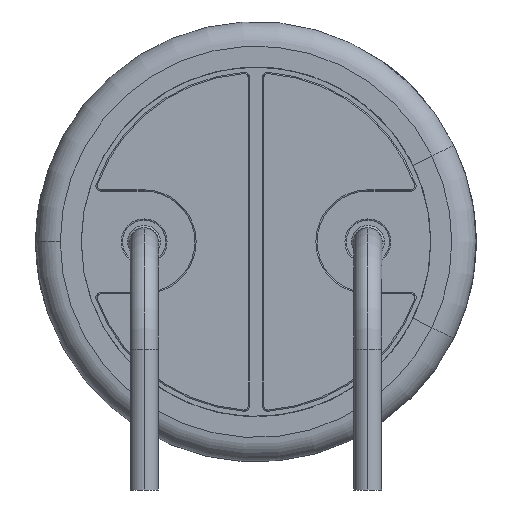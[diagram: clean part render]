
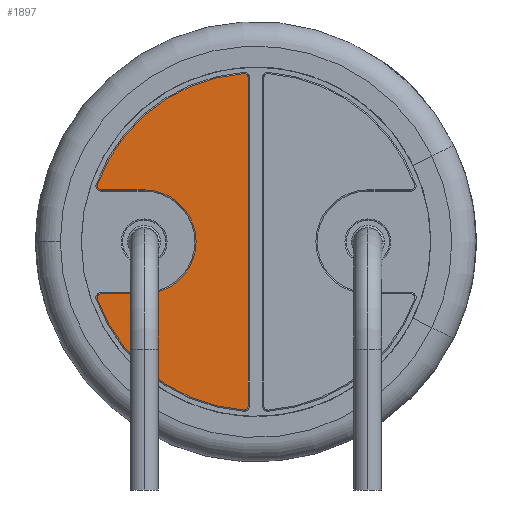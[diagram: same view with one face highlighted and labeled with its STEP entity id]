
A CAD part, front view. The second image highlights one B-rep face of the part: STEP entity #1897.
In plain terms, the highlighted planar face has unit normal (0, -1, 0).
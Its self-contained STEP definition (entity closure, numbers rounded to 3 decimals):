
#113 = CIRCLE ( 'NONE', #8779, 0.057 ) ;
#119 = EDGE_CURVE ( 'NONE', #1906, #9447, #11400, .T. ) ;
#147 = DIRECTION ( 'NONE',  ( 0., 1., 0. ) ) ;
#191 = CARTESIAN_POINT ( 'NONE',  ( -0.17, -0.05, 2.349 ) ) ;
#359 = DIRECTION ( 'NONE',  ( 0., 1., 0. ) ) ;
#749 = VERTEX_POINT ( 'NONE', #11709 ) ;
#816 = DIRECTION ( 'NONE',  ( 0., 1., 0. ) ) ;
#822 = CARTESIAN_POINT ( 'NONE',  ( -2.215, -0.05, -0.743 ) ) ;
#836 = CARTESIAN_POINT ( 'NONE',  ( -2.269, -0.05, 0.819 ) ) ;
#910 = VERTEX_POINT ( 'NONE', #1578 ) ;
#1076 = VERTEX_POINT ( 'NONE', #1564 ) ;
#1251 = CARTESIAN_POINT ( 'NONE',  ( -1.704, -0.05, 0.743 ) ) ;
#1274 = PLANE ( 'NONE',  #11925 ) ;
#1564 = CARTESIAN_POINT ( 'NONE',  ( -2.215, -0.05, 0.743 ) ) ;
#1578 = CARTESIAN_POINT ( 'NONE',  ( -0.174, -0.05, -2.406 ) ) ;
#1897 = ADVANCED_FACE ( 'NONE', ( #4170 ), #1274, .F. ) ;
#1906 = VERTEX_POINT ( 'NONE', #5030 ) ;
#2138 = CARTESIAN_POINT ( 'NONE',  ( -0.113, -0.05, 2.349 ) ) ;
#2187 = DIRECTION ( 'NONE',  ( 1., 0., 0. ) ) ;
#2388 = EDGE_CURVE ( 'NONE', #6557, #6992, #6838, .T. ) ;
#2398 = EDGE_CURVE ( 'NONE', #910, #1906, #8013, .T. ) ;
#2612 = CARTESIAN_POINT ( 'NONE',  ( -0.174, -0.05, 2.406 ) ) ;
#2653 = CIRCLE ( 'NONE', #5228, 0.057 ) ;
#3038 = EDGE_CURVE ( 'NONE', #1076, #6791, #113, .T. ) ;
#3078 = EDGE_CURVE ( 'NONE', #10795, #749, #2653, .T. ) ;
#3106 = CARTESIAN_POINT ( 'NONE',  ( -1.396, -0.05, -0.743 ) ) ;
#3142 = ORIENTED_EDGE ( 'NONE', *, *, #7656, .F. ) ;
#3570 = DIRECTION ( 'NONE',  ( -0.818, 0., 0.575 ) ) ;
#3879 = EDGE_CURVE ( 'NONE', #5562, #6557, #8215, .T. ) ;
#3894 = AXIS2_PLACEMENT_3D ( 'NONE', #3958, #5291, #6218 ) ;
#3927 = CARTESIAN_POINT ( 'NONE',  ( -0.113, -0.05, -2.349 ) ) ;
#3958 = CARTESIAN_POINT ( 'NONE',  ( -0.17, -0.05, -2.349 ) ) ;
#4098 = CARTESIAN_POINT ( 'NONE',  ( -0.17, -0.05, -2.406 ) ) ;
#4170 = FACE_OUTER_BOUND ( 'NONE', #4965, .T. ) ;
#4303 = AXIS2_PLACEMENT_3D ( 'NONE', #10296, #816, #3570 ) ;
#4893 = EDGE_CURVE ( 'NONE', #9447, #11242, #6134, .T. ) ;
#4965 = EDGE_LOOP ( 'NONE', ( #5591, #11612, #3142, #10999, #11004, #6095, #6113, #6001, #4974, #11720, #8812, #8695 ) ) ;
#4974 = ORIENTED_EDGE ( 'NONE', *, *, #3879, .F. ) ;
#5030 = CARTESIAN_POINT ( 'NONE',  ( -2.269, -0.05, -0.819 ) ) ;
#5228 = AXIS2_PLACEMENT_3D ( 'NONE', #191, #6097, #9856 ) ;
#5271 = CARTESIAN_POINT ( 'NONE',  ( -1.192, -0.05, 0. ) ) ;
#5285 = EDGE_CURVE ( 'NONE', #6992, #910, #10590, .T. ) ;
#5291 = DIRECTION ( 'NONE',  ( 0., 1., 0. ) ) ;
#5562 = VERTEX_POINT ( 'NONE', #2138 ) ;
#5591 = ORIENTED_EDGE ( 'NONE', *, *, #3038, .F. ) ;
#5634 = CARTESIAN_POINT ( 'NONE',  ( -1.6, -0.05, 0.743 ) ) ;
#5643 = AXIS2_PLACEMENT_3D ( 'NONE', #10301, #12161, #8657 ) ;
#5667 = CARTESIAN_POINT ( 'NONE',  ( -2.215, -0.05, 0.8 ) ) ;
#5732 = DIRECTION ( 'NONE',  ( 0., 1., 0. ) ) ;
#6001 = ORIENTED_EDGE ( 'NONE', *, *, #2388, .F. ) ;
#6003 = DIRECTION ( 'NONE',  ( -1., 0., 0. ) ) ;
#6095 = ORIENTED_EDGE ( 'NONE', *, *, #2398, .F. ) ;
#6097 = DIRECTION ( 'NONE',  ( 0., 1., 0. ) ) ;
#6113 = ORIENTED_EDGE ( 'NONE', *, *, #5285, .F. ) ;
#6134 = LINE ( 'NONE', #3106, #6543 ) ;
#6218 = DIRECTION ( 'NONE',  ( 0.681, 0., -0.732 ) ) ;
#6254 = AXIS2_PLACEMENT_3D ( 'NONE', #10775, #9100, #10894 ) ;
#6490 = AXIS2_PLACEMENT_3D ( 'NONE', #7422, #147, #9444 ) ;
#6543 = VECTOR ( 'NONE', #6817, 1000. ) ;
#6557 = VERTEX_POINT ( 'NONE', #3927 ) ;
#6596 = EDGE_CURVE ( 'NONE', #6791, #10795, #10974, .T. ) ;
#6791 = VERTEX_POINT ( 'NONE', #836 ) ;
#6817 = DIRECTION ( 'NONE',  ( 1., 0., 0. ) ) ;
#6838 = CIRCLE ( 'NONE', #10361, 0.057 ) ;
#6878 = LINE ( 'NONE', #1251, #10450 ) ;
#6992 = VERTEX_POINT ( 'NONE', #4098 ) ;
#7422 = CARTESIAN_POINT ( 'NONE',  ( -0.17, -0.05, 2.349 ) ) ;
#7656 = EDGE_CURVE ( 'NONE', #11242, #8277, #10506, .T. ) ;
#8013 = CIRCLE ( 'NONE', #5643, 2.412 ) ;
#8088 = CARTESIAN_POINT ( 'NONE',  ( -1.6, -0.05, -0.743 ) ) ;
#8215 = LINE ( 'NONE', #11973, #9798 ) ;
#8277 = VERTEX_POINT ( 'NONE', #5634 ) ;
#8657 = DIRECTION ( 'NONE',  ( -0.604, 0., -0.797 ) ) ;
#8668 = CIRCLE ( 'NONE', #6490, 0.057 ) ;
#8695 = ORIENTED_EDGE ( 'NONE', *, *, #6596, .F. ) ;
#8779 = AXIS2_PLACEMENT_3D ( 'NONE', #5667, #5732, #9482 ) ;
#8812 = ORIENTED_EDGE ( 'NONE', *, *, #3078, .F. ) ;
#8851 = CARTESIAN_POINT ( 'NONE',  ( -1.6, -0.05, 0. ) ) ;
#9025 = DIRECTION ( 'NONE',  ( 1., 0., 0. ) ) ;
#9100 = DIRECTION ( 'NONE',  ( 0., 1., 0. ) ) ;
#9436 = DIRECTION ( 'NONE',  ( 0., 1., 0. ) ) ;
#9444 = DIRECTION ( 'NONE',  ( 0.681, 0., 0.732 ) ) ;
#9447 = VERTEX_POINT ( 'NONE', #822 ) ;
#9482 = DIRECTION ( 'NONE',  ( -0.818, 0., -0.575 ) ) ;
#9566 = CARTESIAN_POINT ( 'NONE',  ( -0.17, -0.05, -2.349 ) ) ;
#9798 = VECTOR ( 'NONE', #12040, 1000. ) ;
#9856 = DIRECTION ( 'NONE',  ( 0.681, 0., 0.732 ) ) ;
#9924 = EDGE_CURVE ( 'NONE', #749, #5562, #8668, .T. ) ;
#10099 = AXIS2_PLACEMENT_3D ( 'NONE', #8851, #11051, #9025 ) ;
#10296 = CARTESIAN_POINT ( 'NONE',  ( -2.215, -0.05, -0.8 ) ) ;
#10301 = CARTESIAN_POINT ( 'NONE',  ( 0., -0.05, 0. ) ) ;
#10361 = AXIS2_PLACEMENT_3D ( 'NONE', #9566, #9436, #11234 ) ;
#10450 = VECTOR ( 'NONE', #6003, 1000. ) ;
#10506 = CIRCLE ( 'NONE', #10099, 0.743 ) ;
#10590 = CIRCLE ( 'NONE', #3894, 0.057 ) ;
#10775 = CARTESIAN_POINT ( 'NONE',  ( 0., -0.05, 0. ) ) ;
#10795 = VERTEX_POINT ( 'NONE', #2612 ) ;
#10890 = EDGE_CURVE ( 'NONE', #8277, #1076, #6878, .T. ) ;
#10894 = DIRECTION ( 'NONE',  ( -0.604, 0., 0.797 ) ) ;
#10974 = CIRCLE ( 'NONE', #6254, 2.412 ) ;
#10999 = ORIENTED_EDGE ( 'NONE', *, *, #4893, .F. ) ;
#11004 = ORIENTED_EDGE ( 'NONE', *, *, #119, .F. ) ;
#11051 = DIRECTION ( 'NONE',  ( 0., -1., 0. ) ) ;
#11234 = DIRECTION ( 'NONE',  ( 0.681, 0., -0.732 ) ) ;
#11242 = VERTEX_POINT ( 'NONE', #8088 ) ;
#11400 = CIRCLE ( 'NONE', #4303, 0.057 ) ;
#11612 = ORIENTED_EDGE ( 'NONE', *, *, #10890, .F. ) ;
#11709 = CARTESIAN_POINT ( 'NONE',  ( -0.131, -0.05, 2.391 ) ) ;
#11720 = ORIENTED_EDGE ( 'NONE', *, *, #9924, .F. ) ;
#11925 = AXIS2_PLACEMENT_3D ( 'NONE', #5271, #359, #2187 ) ;
#11973 = CARTESIAN_POINT ( 'NONE',  ( -0.113, -0.05, -1.174 ) ) ;
#12040 = DIRECTION ( 'NONE',  ( 0., 0., -1. ) ) ;
#12161 = DIRECTION ( 'NONE',  ( 0., 1., 0. ) ) ;
